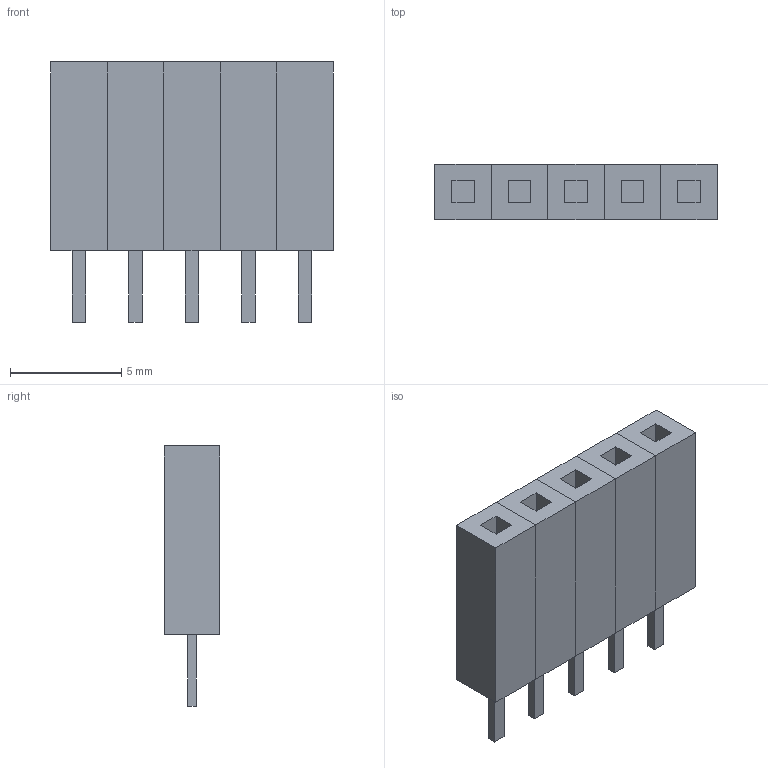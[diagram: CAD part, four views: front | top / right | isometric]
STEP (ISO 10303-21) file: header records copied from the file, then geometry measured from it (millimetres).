
FILE_DESCRIPTION(('STEP AP214'),'1');
FILE_NAME('FH01-05S.stp','2020-01-01T00:17:09',(' '),(' '),'Spatial InterOp 3D',' ',' ');
FILE_SCHEMA(('AUTOMOTIVE_DESIGN { 1 0 10303 214 1 1 1 1 }'));
Length unit declared in the file: millimetre
Products named in the file (3): FH01-40SS; Part1; Part3
Assembly tree (10 placements, depth 2):
  FH01-40SS
    Part1  x5
    Part3  x5
Bounding box: 12.7 x 2.5 x 11.7 mm (x, y, z)
Volume: 238.7 mm3; surface area: 666.3 mm2
Topology: 10 solids, 10 shells, 85 faces, 180 edges, 120 vertices
Faces by surface type: plane 85
Entity records: 714 total; most frequent: DIRECTION 92, CARTESIAN_POINT 88, ORIENTED_EDGE 72, EDGE_CURVE 36, LINE 36, VECTOR 36, AXIS2_PLACEMENT_3D 28, VERTEX_POINT 24
